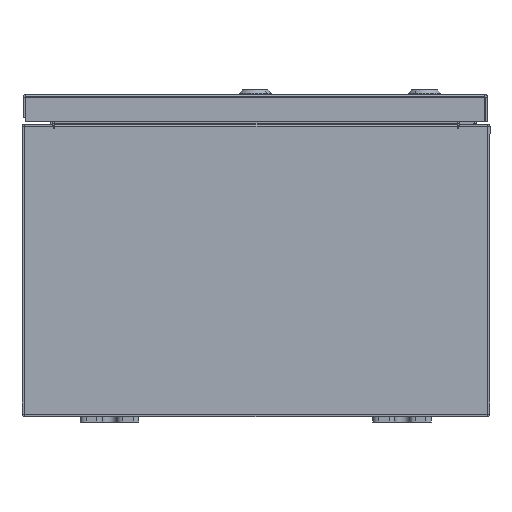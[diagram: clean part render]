
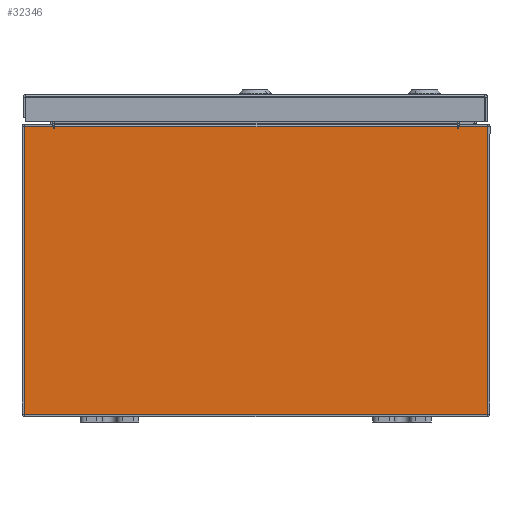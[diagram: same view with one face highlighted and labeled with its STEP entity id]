
A CAD part, front view. The second image highlights one B-rep face of the part: STEP entity #32346.
In plain terms, the highlighted face is planar.
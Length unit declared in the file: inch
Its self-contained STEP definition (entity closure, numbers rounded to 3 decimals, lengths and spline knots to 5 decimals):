
#327 = DIRECTION ( 'NONE',  ( 0., 0., 1. ) ) ;
#1040 = CARTESIAN_POINT ( 'NONE',  ( -6.92455, 0., 0. ) ) ;
#1827 = VECTOR ( 'NONE', #42442, 39.37008 ) ;
#2649 = ORIENTED_EDGE ( 'NONE', *, *, #17223, .T. ) ;
#3656 = EDGE_CURVE ( 'NONE', #50855, #62647, #54929, .T. ) ;
#6895 = CARTESIAN_POINT ( 'NONE',  ( 6.8872, 0., 0. ) ) ;
#7068 = EDGE_CURVE ( 'NONE', #9367, #59126, #62440, .T. ) ;
#7335 = LINE ( 'NONE', #47054, #31687 ) ;
#8662 = VERTEX_POINT ( 'NONE', #26881 ) ;
#9283 = VECTOR ( 'NONE', #46952, 39.37008 ) ;
#9367 = VERTEX_POINT ( 'NONE', #27015 ) ;
#9414 = CARTESIAN_POINT ( 'NONE',  ( 6.8872, 0., 4.9123 ) ) ;
#9522 = VECTOR ( 'NONE', #48627, 39.37008 ) ;
#10247 = DIRECTION ( 'NONE',  ( 0., 1., 0. ) ) ;
#10267 = PLANE ( 'NONE',  #28273 ) ;
#10433 = CARTESIAN_POINT ( 'NONE',  ( -7.9253, 0., 4.9253 ) ) ;
#11132 = EDGE_CURVE ( 'NONE', #37886, #23818, #20272, .T. ) ;
#11477 = VECTOR ( 'NONE', #25119, 39.37008 ) ;
#12177 = VECTOR ( 'NONE', #30226, 39.37008 ) ;
#12329 = DIRECTION ( 'NONE',  ( 0., 0., -1. ) ) ;
#12925 = CARTESIAN_POINT ( 'NONE',  ( -7.9253, 0., 4.9253 ) ) ;
#14519 = ORIENTED_EDGE ( 'NONE', *, *, #36586, .T. ) ;
#14805 = VERTEX_POINT ( 'NONE', #15030 ) ;
#15030 = CARTESIAN_POINT ( 'NONE',  ( -6.8872, 0., 4.87495 ) ) ;
#15180 = CARTESIAN_POINT ( 'NONE',  ( 0., 0., 0. ) ) ;
#16803 = CARTESIAN_POINT ( 'NONE',  ( 6.92455, 0., 4.87495 ) ) ;
#17223 = EDGE_CURVE ( 'NONE', #37886, #40888, #35135, .T. ) ;
#18852 = LINE ( 'NONE', #6895, #46274 ) ;
#20051 = DIRECTION ( 'NONE',  ( 0., 0., -1. ) ) ;
#20272 = LINE ( 'NONE', #40232, #59158 ) ;
#22298 = AXIS2_PLACEMENT_3D ( 'NONE', #53807, #24635, #58720 ) ;
#22391 = FACE_OUTER_BOUND ( 'NONE', #32768, .T. ) ;
#22532 = CARTESIAN_POINT ( 'NONE',  ( 6.8872, 0., 4.87495 ) ) ;
#23818 = VERTEX_POINT ( 'NONE', #16803 ) ;
#23960 = CARTESIAN_POINT ( 'NONE',  ( -6.8872, 0., 0. ) ) ;
#24411 = LINE ( 'NONE', #10433, #11477 ) ;
#24635 = DIRECTION ( 'NONE',  ( 0., 1., 0. ) ) ;
#25119 = DIRECTION ( 'NONE',  ( 1., 0., 0. ) ) ;
#25564 = EDGE_CURVE ( 'NONE', #8662, #50855, #7335, .T. ) ;
#26682 = CARTESIAN_POINT ( 'NONE',  ( -6.8872, 0., 4.9123 ) ) ;
#26881 = CARTESIAN_POINT ( 'NONE',  ( 7.9253, 0., -4.9253 ) ) ;
#27015 = CARTESIAN_POINT ( 'NONE',  ( -6.92455, 0., 4.87495 ) ) ;
#27729 = LINE ( 'NONE', #47350, #1827 ) ;
#28105 = CARTESIAN_POINT ( 'NONE',  ( 6.92455, 0., 4.9253 ) ) ;
#28273 = AXIS2_PLACEMENT_3D ( 'NONE', #15180, #49198, #20051 ) ;
#29749 = VERTEX_POINT ( 'NONE', #26682 ) ;
#30226 = DIRECTION ( 'NONE',  ( 0., 0., 1. ) ) ;
#30256 = CARTESIAN_POINT ( 'NONE',  ( -7.9253, 0., -4.9253 ) ) ;
#31293 = EDGE_CURVE ( 'NONE', #29749, #14805, #35373, .T. ) ;
#31687 = VECTOR ( 'NONE', #37048, 39.37008 ) ;
#32246 = CIRCLE ( 'NONE', #44686, 0.01868 ) ;
#32346 = ADVANCED_FACE ( 'NONE', ( #22391 ), #10267, .F. ) ;
#32768 = EDGE_LOOP ( 'NONE', ( #54547, #48017, #51602, #60237, #62131, #56196, #44256, #2649, #45430, #54934, #56353, #14519 ) ) ;
#34383 = CARTESIAN_POINT ( 'NONE',  ( -7.9253, 0., 4.9253 ) ) ;
#35135 = LINE ( 'NONE', #12925, #9283 ) ;
#35336 = DIRECTION ( 'NONE',  ( 0., 0., -1. ) ) ;
#35373 = LINE ( 'NONE', #23960, #9522 ) ;
#36034 = DIRECTION ( 'NONE',  ( 0., 0., 1. ) ) ;
#36454 = VERTEX_POINT ( 'NONE', #9414 ) ;
#36586 = EDGE_CURVE ( 'NONE', #62647, #59126, #24411, .T. ) ;
#36983 = LINE ( 'NONE', #51266, #49914 ) ;
#37048 = DIRECTION ( 'NONE',  ( -1., 0., 0. ) ) ;
#37131 = EDGE_CURVE ( 'NONE', #23818, #47847, #44917, .T. ) ;
#37886 = VERTEX_POINT ( 'NONE', #28105 ) ;
#39371 = CARTESIAN_POINT ( 'NONE',  ( -6.90588, 0., 4.87495 ) ) ;
#40232 = CARTESIAN_POINT ( 'NONE',  ( 6.92455, 0., 0. ) ) ;
#40298 = EDGE_CURVE ( 'NONE', #47847, #36454, #18852, .T. ) ;
#40888 = VERTEX_POINT ( 'NONE', #54724 ) ;
#42442 = DIRECTION ( 'NONE',  ( 1., 0., 0. ) ) ;
#44256 = ORIENTED_EDGE ( 'NONE', *, *, #11132, .F. ) ;
#44310 = DIRECTION ( 'NONE',  ( 0., 0., -1. ) ) ;
#44686 = AXIS2_PLACEMENT_3D ( 'NONE', #39371, #10247, #44310 ) ;
#44917 = CIRCLE ( 'NONE', #22298, 0.01868 ) ;
#45396 = CARTESIAN_POINT ( 'NONE',  ( -7.9253, 0., 4.9253 ) ) ;
#45430 = ORIENTED_EDGE ( 'NONE', *, *, #61417, .T. ) ;
#46274 = VECTOR ( 'NONE', #36034, 39.37008 ) ;
#46952 = DIRECTION ( 'NONE',  ( 1., 0., 0. ) ) ;
#47054 = CARTESIAN_POINT ( 'NONE',  ( -7.9253, 0., -4.9253 ) ) ;
#47350 = CARTESIAN_POINT ( 'NONE',  ( -6.8872, 0., 4.9123 ) ) ;
#47847 = VERTEX_POINT ( 'NONE', #22532 ) ;
#48017 = ORIENTED_EDGE ( 'NONE', *, *, #50773, .F. ) ;
#48627 = DIRECTION ( 'NONE',  ( 0., 0., -1. ) ) ;
#49198 = DIRECTION ( 'NONE',  ( 0., -1., 0. ) ) ;
#49914 = VECTOR ( 'NONE', #12329, 39.37008 ) ;
#50001 = EDGE_CURVE ( 'NONE', #29749, #36454, #27729, .T. ) ;
#50773 = EDGE_CURVE ( 'NONE', #14805, #9367, #32246, .T. ) ;
#50855 = VERTEX_POINT ( 'NONE', #30256 ) ;
#51266 = CARTESIAN_POINT ( 'NONE',  ( 7.9253, 0., 4.9253 ) ) ;
#51602 = ORIENTED_EDGE ( 'NONE', *, *, #31293, .F. ) ;
#53394 = VECTOR ( 'NONE', #327, 39.37008 ) ;
#53807 = CARTESIAN_POINT ( 'NONE',  ( 6.90587, 0., 4.87495 ) ) ;
#54547 = ORIENTED_EDGE ( 'NONE', *, *, #7068, .F. ) ;
#54724 = CARTESIAN_POINT ( 'NONE',  ( 7.9253, 0., 4.9253 ) ) ;
#54929 = LINE ( 'NONE', #34383, #53394 ) ;
#54934 = ORIENTED_EDGE ( 'NONE', *, *, #25564, .T. ) ;
#56196 = ORIENTED_EDGE ( 'NONE', *, *, #37131, .F. ) ;
#56353 = ORIENTED_EDGE ( 'NONE', *, *, #3656, .T. ) ;
#57448 = CARTESIAN_POINT ( 'NONE',  ( -6.92455, 0., 4.9253 ) ) ;
#58720 = DIRECTION ( 'NONE',  ( 0., 0., -1. ) ) ;
#59126 = VERTEX_POINT ( 'NONE', #57448 ) ;
#59158 = VECTOR ( 'NONE', #35336, 39.37008 ) ;
#60237 = ORIENTED_EDGE ( 'NONE', *, *, #50001, .T. ) ;
#61417 = EDGE_CURVE ( 'NONE', #40888, #8662, #36983, .T. ) ;
#62131 = ORIENTED_EDGE ( 'NONE', *, *, #40298, .F. ) ;
#62440 = LINE ( 'NONE', #1040, #12177 ) ;
#62647 = VERTEX_POINT ( 'NONE', #45396 ) ;
